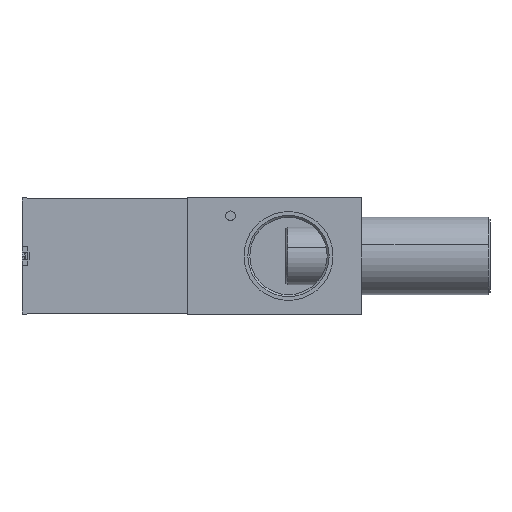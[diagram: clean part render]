
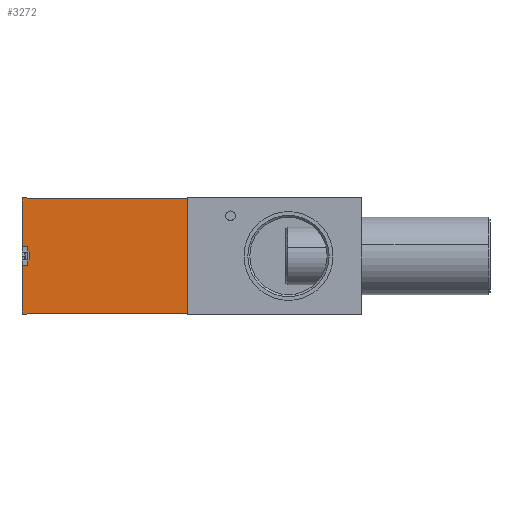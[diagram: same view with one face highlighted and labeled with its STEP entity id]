
A CAD part, front view. The second image highlights one B-rep face of the part: STEP entity #3272.
In plain terms, the highlighted planar face has unit normal (0.004, -1, 0).
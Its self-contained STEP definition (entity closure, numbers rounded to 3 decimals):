
#3272=ADVANCED_FACE('',(#8054),#8055,.T.);
#8054=FACE_OUTER_BOUND('',#15650,.T.);
#8055=PLANE('',#15651);
#15650=EDGE_LOOP('',(#38714,#38715,#38716,#38717,#38718,#38719,#38720,#38721,#38722,#38723,#38724,#38725));
#15651=AXIS2_PLACEMENT_3D('',#38726,#38727,#38728);
#38714=ORIENTED_EDGE('',*,*,#53341,.F.);
#38715=ORIENTED_EDGE('',*,*,#53342,.T.);
#38716=ORIENTED_EDGE('',*,*,#53332,.F.);
#38717=ORIENTED_EDGE('',*,*,#53343,.F.);
#38718=ORIENTED_EDGE('',*,*,#53344,.F.);
#38719=ORIENTED_EDGE('',*,*,#53345,.F.);
#38720=ORIENTED_EDGE('',*,*,#53346,.F.);
#38721=ORIENTED_EDGE('',*,*,#53347,.T.);
#38722=ORIENTED_EDGE('',*,*,#53348,.F.);
#38723=ORIENTED_EDGE('',*,*,#53349,.T.);
#38724=ORIENTED_EDGE('',*,*,#53350,.F.);
#38725=ORIENTED_EDGE('',*,*,#53351,.T.);
#38726=CARTESIAN_POINT('',(-42.9,-32.7,-15.));
#38727=DIRECTION('',(0.003,-1.,0.));
#38728=DIRECTION('',(-1.,-0.003,0.));
#53332=EDGE_CURVE('',#61647,#61648,#61649,.T.);
#53341=EDGE_CURVE('',#61660,#61661,#61662,.T.);
#53342=EDGE_CURVE('',#61660,#61648,#61663,.T.);
#53343=EDGE_CURVE('',#61664,#61647,#61665,.T.);
#53344=EDGE_CURVE('',#61666,#61664,#61667,.T.);
#53345=EDGE_CURVE('',#61668,#61666,#61669,.T.);
#53346=EDGE_CURVE('',#61670,#61668,#61671,.T.);
#53347=EDGE_CURVE('',#61670,#61672,#61673,.T.);
#53348=EDGE_CURVE('',#61674,#61672,#61675,.T.);
#53349=EDGE_CURVE('',#61674,#61676,#61677,.T.);
#53350=EDGE_CURVE('',#61678,#61676,#61679,.T.);
#53351=EDGE_CURVE('',#61678,#61661,#61680,.T.);
#61647=VERTEX_POINT('',#74367);
#61648=VERTEX_POINT('',#74368);
#61649=LINE('',#74369,#74370);
#61660=VERTEX_POINT('',#74392);
#61661=VERTEX_POINT('',#74393);
#61662=LINE('',#74394,#74395);
#61663=LINE('',#74396,#74397);
#61664=VERTEX_POINT('',#74398);
#61665=LINE('',#74399,#74400);
#61666=VERTEX_POINT('',#74401);
#61667=LINE('',#74402,#74403);
#61668=VERTEX_POINT('',#74404);
#61669=LINE('',#74405,#74406);
#61670=VERTEX_POINT('',#74407);
#61671=LINE('',#74408,#74409);
#61672=VERTEX_POINT('',#74410);
#61673=LINE('',#74411,#74412);
#61674=VERTEX_POINT('',#74413);
#61675=LINE('',#74414,#74415);
#61676=VERTEX_POINT('',#74416);
#61677=LINE('',#74417,#74418);
#61678=VERTEX_POINT('',#74419);
#61679=LINE('',#74420,#74421);
#61680=LINE('',#74422,#74423);
#74367=CARTESIAN_POINT('',(-42.9,-32.7,-15.));
#74368=CARTESIAN_POINT('',(-42.9,-32.7,-2.5));
#74369=CARTESIAN_POINT('',(-42.9,-32.7,-15.));
#74370=VECTOR('',#90379,1000.0);
#74392=CARTESIAN_POINT('',(-41.4,-32.695,-2.5));
#74393=CARTESIAN_POINT('',(-41.4,-32.695,-1.));
#74394=CARTESIAN_POINT('',(-41.4,-32.695,-15.));
#74395=VECTOR('',#90387,1000.0);
#74396=CARTESIAN_POINT('',(-42.9,-32.7,-2.5));
#74397=VECTOR('',#90388,1000.0);
#74398=CARTESIAN_POINT('',(0.,-32.55,-14.851));
#74399=CARTESIAN_POINT('',(-42.743,-32.699,-15.));
#74400=VECTOR('',#90389,1000.0);
#74401=CARTESIAN_POINT('',(0.,-32.55,14.85));
#74402=CARTESIAN_POINT('',(0.,-32.55,-15.));
#74403=VECTOR('',#90390,1000.0);
#74404=CARTESIAN_POINT('',(-42.9,-32.7,15.));
#74405=CARTESIAN_POINT('',(-42.743,-32.699,14.999));
#74406=VECTOR('',#90391,1000.0);
#74407=CARTESIAN_POINT('',(-42.9,-32.7,2.5));
#74408=CARTESIAN_POINT('',(-42.9,-32.7,-15.));
#74409=VECTOR('',#90392,1000.0);
#74410=CARTESIAN_POINT('',(-41.4,-32.695,2.5));
#74411=CARTESIAN_POINT('',(-42.9,-32.7,2.5));
#74412=VECTOR('',#90393,1000.0);
#74413=CARTESIAN_POINT('',(-41.4,-32.695,1.));
#74414=CARTESIAN_POINT('',(-41.4,-32.695,-15.));
#74415=VECTOR('',#90394,1000.0);
#74416=CARTESIAN_POINT('',(-40.9,-32.693,1.));
#74417=CARTESIAN_POINT('',(-42.9,-32.7,1.));
#74418=VECTOR('',#90395,1000.0);
#74419=CARTESIAN_POINT('',(-40.9,-32.693,-1.));
#74420=CARTESIAN_POINT('',(-40.9,-32.693,-15.));
#74421=VECTOR('',#90396,1000.0);
#74422=CARTESIAN_POINT('',(-42.9,-32.7,-1.));
#74423=VECTOR('',#90397,1000.0);
#90379=DIRECTION('',(0.,0.,1.0));
#90387=DIRECTION('',(0.,0.,1.0));
#90388=DIRECTION('',(-1.,-0.003,0.));
#90389=DIRECTION('',(-1.,-0.003,-0.003));
#90390=DIRECTION('',(0.,0.,-1.0));
#90391=DIRECTION('',(1.,0.003,-0.003));
#90392=DIRECTION('',(0.,0.,1.0));
#90393=DIRECTION('',(1.,0.003,0.));
#90394=DIRECTION('',(0.,0.,1.0));
#90395=DIRECTION('',(1.,0.003,0.));
#90396=DIRECTION('',(0.,0.,1.0));
#90397=DIRECTION('',(-1.,-0.003,0.));
